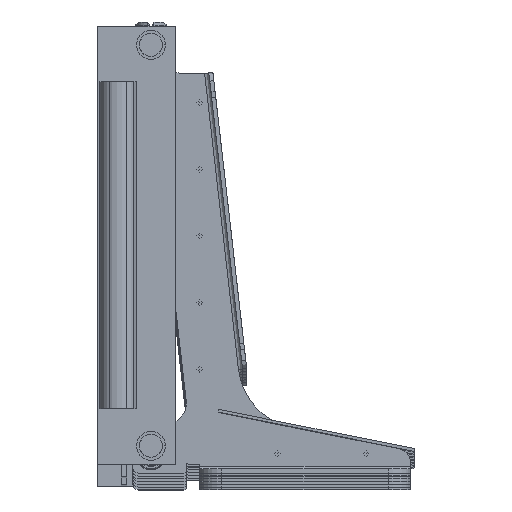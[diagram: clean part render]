
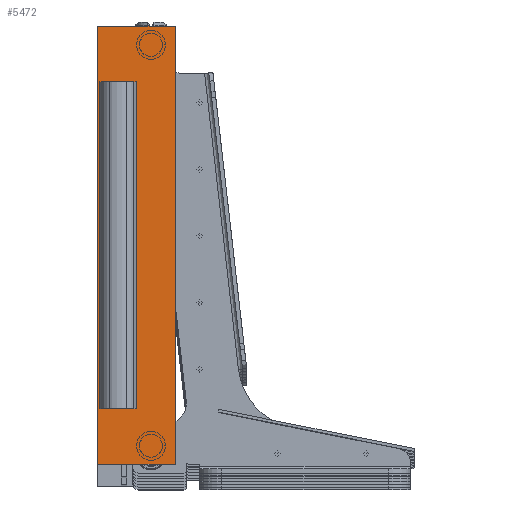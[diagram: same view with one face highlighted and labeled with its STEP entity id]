
A CAD part, top view. The second image highlights one B-rep face of the part: STEP entity #5472.
In plain terms, the highlighted planar face has unit normal (0, 0, 1).
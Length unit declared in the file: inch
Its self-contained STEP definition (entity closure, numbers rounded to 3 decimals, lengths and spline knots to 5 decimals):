
#969=FACE_OUTER_BOUND('',#1346,.T.);
#1346=EDGE_LOOP('',(#4384,#4385,#4386,#4387));
#2077=LINE('',#9405,#2404);
#2079=LINE('',#9409,#2406);
#2081=LINE('',#9413,#2408);
#2083=LINE('',#9416,#2410);
#2404=VECTOR('',#7153,3.5);
#2406=VECTOR('',#7157,19.75);
#2408=VECTOR('',#7161,3.5);
#2410=VECTOR('',#7165,19.75);
#2791=VERTEX_POINT('',#9402);
#2792=VERTEX_POINT('',#9404);
#2793=VERTEX_POINT('',#9408);
#2794=VERTEX_POINT('',#9412);
#3393=EDGE_CURVE('',#2791,#2792,#2077,.T.);
#3395=EDGE_CURVE('',#2792,#2793,#2079,.T.);
#3397=EDGE_CURVE('',#2793,#2794,#2081,.T.);
#3399=EDGE_CURVE('',#2794,#2791,#2083,.T.);
#4384=ORIENTED_EDGE('',*,*,#3393,.F.);
#4385=ORIENTED_EDGE('',*,*,#3399,.F.);
#4386=ORIENTED_EDGE('',*,*,#3397,.F.);
#4387=ORIENTED_EDGE('',*,*,#3395,.F.);
#5272=PLANE('',#6110);
#5472=ADVANCED_FACE('',(#969),#5272,.T.);
#6110=AXIS2_PLACEMENT_3D('',#9417,#7166,#7167);
#7153=DIRECTION('',(-1.,0.,0.));
#7157=DIRECTION('',(0.,1.,0.));
#7161=DIRECTION('',(1.,0.,0.));
#7165=DIRECTION('',(0.,-1.,0.));
#7166=DIRECTION('center_axis',(0.,0.,1.));
#7167=DIRECTION('ref_axis',(1.,0.,0.));
#9402=CARTESIAN_POINT('',(3.5,0.,0.25));
#9404=CARTESIAN_POINT('',(0.,0.,0.25));
#9405=CARTESIAN_POINT('',(3.5,0.,0.25));
#9408=CARTESIAN_POINT('',(0.,19.75,0.25));
#9409=CARTESIAN_POINT('',(0.,0.,0.25));
#9412=CARTESIAN_POINT('',(3.5,19.75,0.25));
#9413=CARTESIAN_POINT('',(0.,19.75,0.25));
#9416=CARTESIAN_POINT('',(3.5,19.75,0.25));
#9417=CARTESIAN_POINT('Origin',(0.,0.,0.25));
